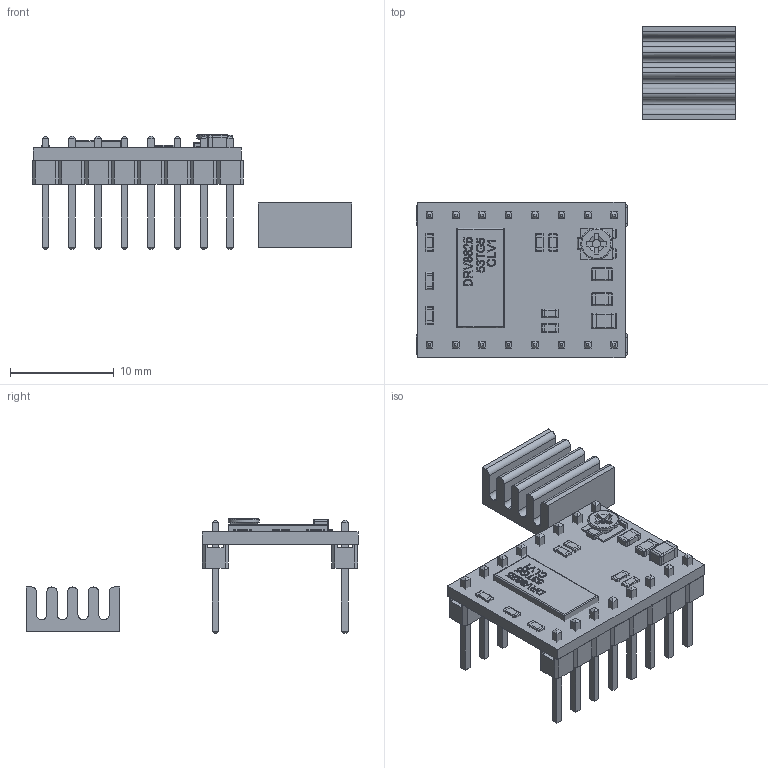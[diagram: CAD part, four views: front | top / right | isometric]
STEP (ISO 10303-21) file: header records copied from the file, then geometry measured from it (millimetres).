
FILE_DESCRIPTION(/* description */ (''),/* implementation_level */ '2;1');
FILE_NAME(/* name */ '8825',/* time_stamp */ '2016-01-31T10:31:07+01:00',/* author */ (''),/* organization */ (''),/* preprocessor_version */ 'ST-DEVELOPER v14',/* originating_system */ '',/* authorisation */ '');
FILE_SCHEMA (('CONFIG_CONTROL_DESIGN'));
Length unit declared in the file: millimetre
Products named in the file (1): Document
Bounding box: 30.76 x 31.95 x 11 mm (x, y, z)
Volume: 549.5 mm3; surface area: 2500.2 mm2
Topology: 55 solids, 361 shells, 1233 faces, 3450 edges, 2656 vertices
Faces by surface type: plane 812, bspline 421
Entity records: 40535 total; most frequent: CARTESIAN_POINT 18519, ORIENTED_EDGE 5676, EDGE_CURVE 3450, B_SPLINE_CURVE_WITH_KNOTS 2948, VERTEX_POINT 2656, EDGE_LOOP 1300, ADVANCED_FACE 1233, FACE_OUTER_BOUND 1233
